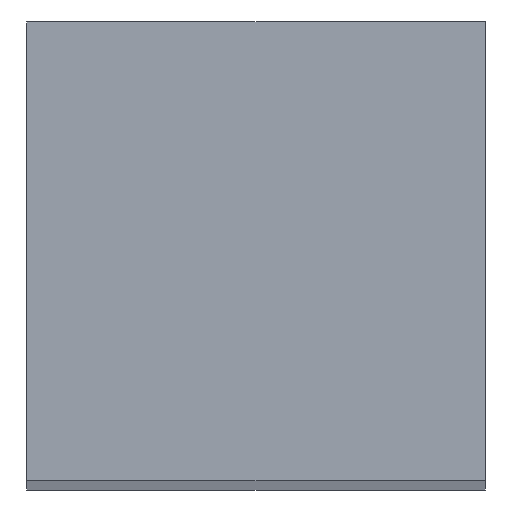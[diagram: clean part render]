
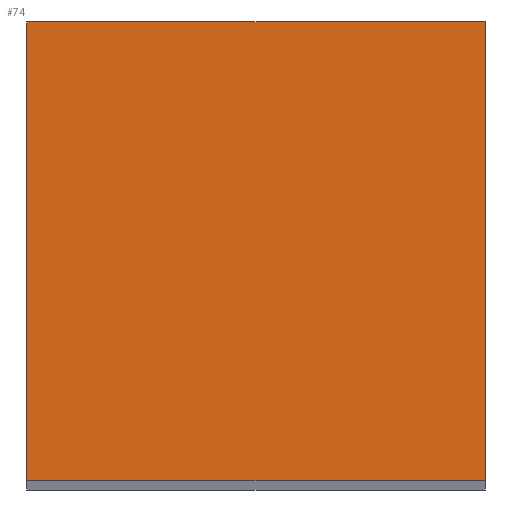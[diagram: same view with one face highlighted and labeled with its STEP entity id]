
A CAD part, top view. The second image highlights one B-rep face of the part: STEP entity #74.
In plain terms, the highlighted planar face has unit normal (0, 0, 1).
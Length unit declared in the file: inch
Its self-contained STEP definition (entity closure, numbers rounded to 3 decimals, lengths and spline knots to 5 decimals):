
#1 = DIRECTION ( 'NONE',  ( -1., 0., 0. ) ) ;
#3 = DIRECTION ( 'NONE',  ( 0., -1., 0. ) ) ;
#13 = ORIENTED_EDGE ( 'NONE', *, *, #128, .T. ) ;
#17 = DIRECTION ( 'NONE',  ( 1., 0., 0. ) ) ;
#18 = VECTOR ( 'NONE', #222, 39.37008 ) ;
#22 = ORIENTED_EDGE ( 'NONE', *, *, #58, .T. ) ;
#34 = CARTESIAN_POINT ( 'NONE',  ( 0., 0., 0.0001 ) ) ;
#38 = CARTESIAN_POINT ( 'NONE',  ( 0., 0., 0.0001 ) ) ;
#44 = VERTEX_POINT ( 'NONE', #55 ) ;
#53 = CARTESIAN_POINT ( 'NONE',  ( 0.00001, 0., 0.0001 ) ) ;
#54 = EDGE_CURVE ( 'NONE', #180, #44, #132, .T. ) ;
#55 = CARTESIAN_POINT ( 'NONE',  ( 0.00001, 0., 0.0001 ) ) ;
#56 = PLANE ( 'NONE',  #69 ) ;
#58 = EDGE_CURVE ( 'NONE', #75, #180, #207, .T. ) ;
#69 = AXIS2_PLACEMENT_3D ( 'NONE', #34, #90, #91 ) ;
#74 = ADVANCED_FACE ( 'NONE', ( #76 ), #56, .T. ) ;
#75 = VERTEX_POINT ( 'NONE', #130 ) ;
#76 = FACE_OUTER_BOUND ( 'NONE', #227, .T. ) ;
#90 = DIRECTION ( 'NONE',  ( 0., 0., 1. ) ) ;
#91 = DIRECTION ( 'NONE',  ( 1., 0., 0. ) ) ;
#92 = LINE ( 'NONE', #148, #224 ) ;
#97 = ORIENTED_EDGE ( 'NONE', *, *, #111, .T. ) ;
#111 = EDGE_CURVE ( 'NONE', #44, #214, #92, .T. ) ;
#114 = CARTESIAN_POINT ( 'NONE',  ( 0., -0.00001, 0.0001 ) ) ;
#116 = CARTESIAN_POINT ( 'NONE',  ( 0.00001, -0.00001, 0.0001 ) ) ;
#119 = ORIENTED_EDGE ( 'NONE', *, *, #54, .T. ) ;
#128 = EDGE_CURVE ( 'NONE', #214, #75, #149, .T. ) ;
#130 = CARTESIAN_POINT ( 'NONE',  ( 0., -0.00001, 0.0001 ) ) ;
#132 = LINE ( 'NONE', #53, #18 ) ;
#148 = CARTESIAN_POINT ( 'NONE',  ( 0., 0., 0.0001 ) ) ;
#149 = LINE ( 'NONE', #175, #206 ) ;
#175 = CARTESIAN_POINT ( 'NONE',  ( 0., 0., 0.0001 ) ) ;
#178 = VECTOR ( 'NONE', #17, 39.37008 ) ;
#180 = VERTEX_POINT ( 'NONE', #116 ) ;
#206 = VECTOR ( 'NONE', #3, 39.37008 ) ;
#207 = LINE ( 'NONE', #114, #178 ) ;
#214 = VERTEX_POINT ( 'NONE', #38 ) ;
#222 = DIRECTION ( 'NONE',  ( 0., 1., 0. ) ) ;
#224 = VECTOR ( 'NONE', #1, 39.37008 ) ;
#227 = EDGE_LOOP ( 'NONE', ( #13, #22, #119, #97 ) ) ;
